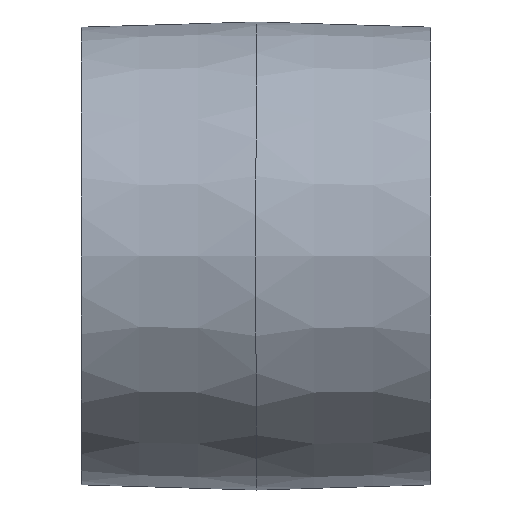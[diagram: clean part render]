
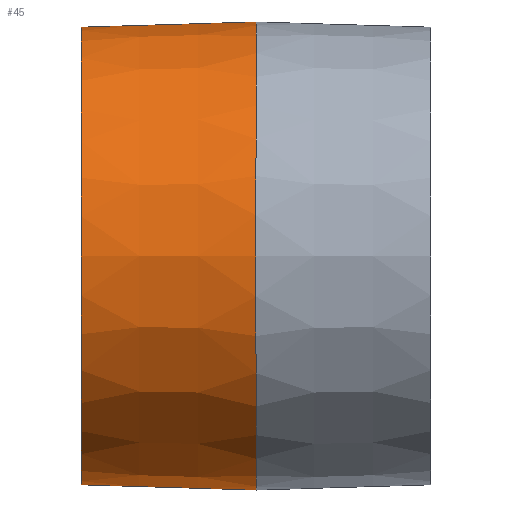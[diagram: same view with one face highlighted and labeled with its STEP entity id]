
A CAD part, front view. The second image highlights one B-rep face of the part: STEP entity #45.
In plain terms, the highlighted conical face has half-angle 1.704 degrees and reference radius 40.5 mm.
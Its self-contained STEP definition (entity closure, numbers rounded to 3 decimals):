
#45 = ADVANCED_FACE( '', ( #92, #93 ), #94, .T. );
#92 = FACE_BOUND( '', #135, .T. );
#93 = FACE_OUTER_BOUND( '', #136, .T. );
#94 = CONICAL_SURFACE( '', #137, 40.5, 0.03 );
#135 = EDGE_LOOP( '', ( #184 ) );
#136 = EDGE_LOOP( '', ( #185 ) );
#137 = AXIS2_PLACEMENT_3D( '', #186, #187, #188 );
#184 = ORIENTED_EDGE( '', *, *, #213, .T. );
#185 = ORIENTED_EDGE( '', *, *, #216, .F. );
#186 = CARTESIAN_POINT( '', ( -2.25, 0., 0. ) );
#187 = DIRECTION( '', ( 1., 0., 0. ) );
#188 = DIRECTION( '', ( 0., 1., 0. ) );
#213 = EDGE_CURVE( '', #238, #238, #239, .T. );
#216 = EDGE_CURVE( '', #242, #242, #243, .T. );
#238 = VERTEX_POINT( '', #265 );
#239 = CIRCLE( '', #266, 39.6 );
#242 = VERTEX_POINT( '', #269 );
#243 = CIRCLE( '', #270, 40.5 );
#265 = CARTESIAN_POINT( '', ( -32.5, 39.6, 0. ) );
#266 = AXIS2_PLACEMENT_3D( '', #294, #295, #296 );
#269 = CARTESIAN_POINT( '', ( -2.25, 40.5, 0. ) );
#270 = AXIS2_PLACEMENT_3D( '', #297, #298, #299 );
#294 = CARTESIAN_POINT( '', ( -32.5, 0., 0. ) );
#295 = DIRECTION( '', ( 1., 0., 0. ) );
#296 = DIRECTION( '', ( 0., 1., 0. ) );
#297 = CARTESIAN_POINT( '', ( -2.25, 0., 0. ) );
#298 = DIRECTION( '', ( 1., 0., 0. ) );
#299 = DIRECTION( '', ( 0., 1., 0. ) );
